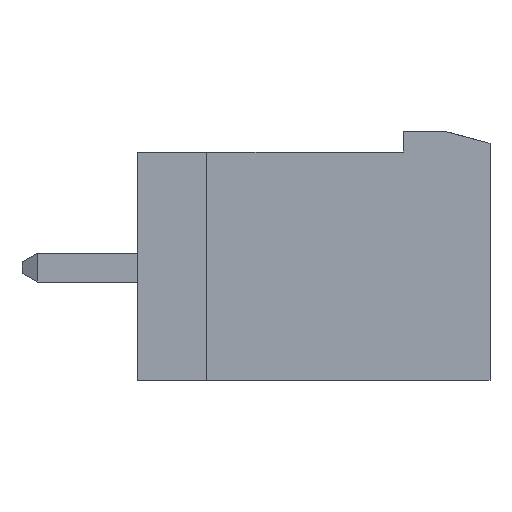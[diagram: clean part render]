
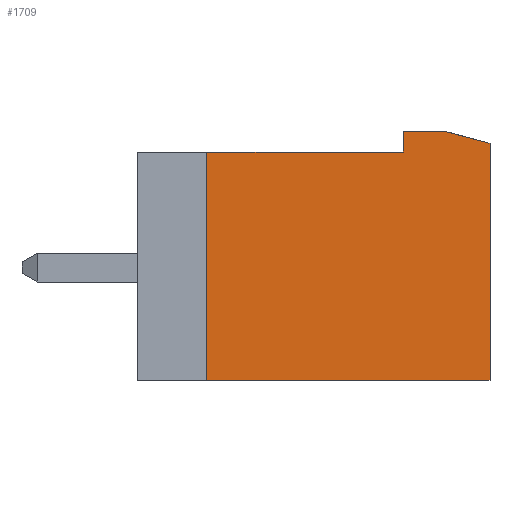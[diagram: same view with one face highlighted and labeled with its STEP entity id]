
A CAD part, front view. The second image highlights one B-rep face of the part: STEP entity #1709.
In plain terms, the highlighted planar face has unit normal (0, -1, 0).
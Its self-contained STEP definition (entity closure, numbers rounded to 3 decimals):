
#1709 = ADVANCED_FACE( '', ( #3705 ), #3706, .F. );
#3705 = FACE_OUTER_BOUND( '', #5941, .T. );
#3706 = PLANE( '', #5942 );
#5941 = EDGE_LOOP( '', ( #11118, #11119, #11120, #11121, #11122, #11123, #11124 ) );
#5942 = AXIS2_PLACEMENT_3D( '', #11125, #11126, #11127 );
#11118 = ORIENTED_EDGE( '', *, *, #15161, .T. );
#11119 = ORIENTED_EDGE( '', *, *, #15045, .T. );
#11120 = ORIENTED_EDGE( '', *, *, #13478, .T. );
#11121 = ORIENTED_EDGE( '', *, *, #13745, .T. );
#11122 = ORIENTED_EDGE( '', *, *, #14415, .T. );
#11123 = ORIENTED_EDGE( '', *, *, #13552, .T. );
#11124 = ORIENTED_EDGE( '', *, *, #14982, .T. );
#11125 = CARTESIAN_POINT( '', ( 0., -102.6, 390.7 ) );
#11126 = DIRECTION( '', ( 0., 1., 0. ) );
#11127 = DIRECTION( '', ( -1., 0., 0. ) );
#13478 = EDGE_CURVE( '', #16290, #16291, #16292, .T. );
#13552 = EDGE_CURVE( '', #16420, #16418, #16421, .T. );
#13745 = EDGE_CURVE( '', #16291, #16766, #16768, .T. );
#14415 = EDGE_CURVE( '', #16766, #16420, #17825, .T. );
#14982 = EDGE_CURVE( '', #16418, #18536, #18538, .T. );
#15045 = EDGE_CURVE( '', #18616, #16290, #18617, .T. );
#15161 = EDGE_CURVE( '', #18536, #18616, #18752, .T. );
#16290 = VERTEX_POINT( '', #20252 );
#16291 = VERTEX_POINT( '', #20253 );
#16292 = LINE( '', #20254, #20255 );
#16418 = VERTEX_POINT( '', #20433 );
#16420 = VERTEX_POINT( '', #20436 );
#16421 = LINE( '', #20437, #20438 );
#16766 = VERTEX_POINT( '', #20928 );
#16768 = LINE( '', #20931, #20932 );
#17825 = LINE( '', #22536, #22537 );
#18536 = VERTEX_POINT( '', #23631 );
#18538 = LINE( '', #23634, #23635 );
#18616 = VERTEX_POINT( '', #23763 );
#18617 = LINE( '', #23764, #23765 );
#18752 = LINE( '', #23962, #23963 );
#20252 = CARTESIAN_POINT( '', ( -6.8, -102.6, 390. ) );
#20253 = CARTESIAN_POINT( '', ( -6.8, -102.6, 382.1 ) );
#20254 = CARTESIAN_POINT( '', ( -6.8, -102.6, 382.1 ) );
#20255 = VECTOR( '', #24852, 1000. );
#20433 = CARTESIAN_POINT( '', ( 1.507, -102.6, 390.7 ) );
#20436 = CARTESIAN_POINT( '', ( 3., -102.6, 390.3 ) );
#20437 = CARTESIAN_POINT( '', ( 1.507, -102.6, 390.7 ) );
#20438 = VECTOR( '', #24921, 1000. );
#20928 = CARTESIAN_POINT( '', ( 3., -102.6, 382.1 ) );
#20931 = CARTESIAN_POINT( '', ( 3., -102.6, 382.1 ) );
#20932 = VECTOR( '', #25158, 1000. );
#22536 = CARTESIAN_POINT( '', ( 3., -102.6, 390.3 ) );
#22537 = VECTOR( '', #25742, 1000. );
#23631 = CARTESIAN_POINT( '', ( 0., -102.6, 390.7 ) );
#23634 = CARTESIAN_POINT( '', ( 0., -102.6, 390.7 ) );
#23635 = VECTOR( '', #26145, 1000. );
#23763 = CARTESIAN_POINT( '', ( 0., -102.6, 390. ) );
#23764 = CARTESIAN_POINT( '', ( -6.8, -102.6, 390. ) );
#23765 = VECTOR( '', #26196, 1000. );
#23962 = CARTESIAN_POINT( '', ( 0., -102.6, 390.2 ) );
#23963 = VECTOR( '', #26268, 1000. );
#24852 = DIRECTION( '', ( 0., 0., -1. ) );
#24921 = DIRECTION( '', ( -0.966, 0., 0.259 ) );
#25158 = DIRECTION( '', ( 1., 0., 0. ) );
#25742 = DIRECTION( '', ( 0., 0., 1. ) );
#26145 = DIRECTION( '', ( -1., 0., 0. ) );
#26196 = DIRECTION( '', ( -1., 0., 0. ) );
#26268 = DIRECTION( '', ( 0., 0., -1. ) );
